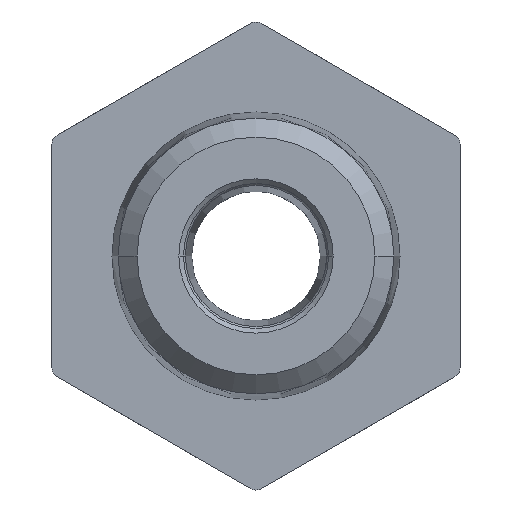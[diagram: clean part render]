
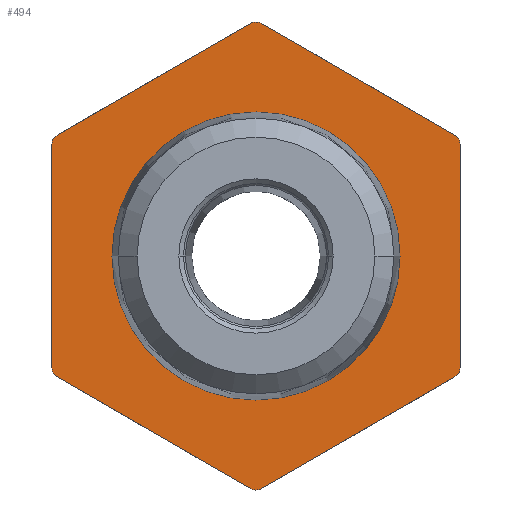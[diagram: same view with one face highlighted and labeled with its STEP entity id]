
A CAD part, front view. The second image highlights one B-rep face of the part: STEP entity #494.
In plain terms, the highlighted planar face has unit normal (0, -1, 0).
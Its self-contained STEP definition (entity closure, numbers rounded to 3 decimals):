
#494=ADVANCED_FACE('',(#1083,#1084),#1085,.F.);
#1083=FACE_OUTER_BOUND('',#1992,.T.);
#1084=FACE_BOUND('',#1993,.T.);
#1085=PLANE('',#1994);
#1992=EDGE_LOOP('',(#3727,#3728,#3729,#3730,#3731,#3732,#3733,#3734,#3735,#3736,#3737,#3738));
#1993=EDGE_LOOP('',(#3739,#3740));
#1994=AXIS2_PLACEMENT_3D('',#3741,#3742,#3743);
#3727=ORIENTED_EDGE('',*,*,#4929,.T.);
#3728=ORIENTED_EDGE('',*,*,#4901,.F.);
#3729=ORIENTED_EDGE('',*,*,#5325,.T.);
#3730=ORIENTED_EDGE('',*,*,#5326,.F.);
#3731=ORIENTED_EDGE('',*,*,#4862,.T.);
#3732=ORIENTED_EDGE('',*,*,#5327,.F.);
#3733=ORIENTED_EDGE('',*,*,#5328,.T.);
#3734=ORIENTED_EDGE('',*,*,#5329,.F.);
#3735=ORIENTED_EDGE('',*,*,#5330,.T.);
#3736=ORIENTED_EDGE('',*,*,#5331,.F.);
#3737=ORIENTED_EDGE('',*,*,#5332,.T.);
#3738=ORIENTED_EDGE('',*,*,#5043,.F.);
#3739=ORIENTED_EDGE('',*,*,#5287,.F.);
#3740=ORIENTED_EDGE('',*,*,#5333,.F.);
#3741=CARTESIAN_POINT('',(0.0,0.0,0.0));
#3742=DIRECTION('',(0.0,1.0,0.0));
#3743=DIRECTION('',(1.0,0.0,-0.0));
#4862=EDGE_CURVE('',#5756,#5754,#5757,.T.);
#4901=EDGE_CURVE('',#5823,#5825,#5826,.T.);
#4929=EDGE_CURVE('',#5873,#5825,#5874,.T.);
#5043=EDGE_CURVE('',#5873,#6062,#6063,.T.);
#5287=EDGE_CURVE('',#6435,#6433,#6437,.T.);
#5325=EDGE_CURVE('',#5823,#6489,#6490,.T.);
#5326=EDGE_CURVE('',#5756,#6489,#6491,.T.);
#5327=EDGE_CURVE('',#6492,#5754,#6493,.T.);
#5328=EDGE_CURVE('',#6492,#6494,#6495,.T.);
#5329=EDGE_CURVE('',#6496,#6494,#6497,.T.);
#5330=EDGE_CURVE('',#6496,#6498,#6499,.T.);
#5331=EDGE_CURVE('',#6500,#6498,#6501,.T.);
#5332=EDGE_CURVE('',#6500,#6062,#6502,.T.);
#5333=EDGE_CURVE('',#6433,#6435,#6503,.T.);
#5754=VERTEX_POINT('',#7051);
#5756=VERTEX_POINT('',#7054);
#5757=CIRCLE('',#7055,0.5);
#5823=VERTEX_POINT('',#7189);
#5825=VERTEX_POINT('',#7192);
#5826=LINE('',#7193,#7194);
#5873=VERTEX_POINT('',#7262);
#5874=CIRCLE('',#7263,0.5);
#6062=VERTEX_POINT('',#7643);
#6063=LINE('',#7644,#7645);
#6433=VERTEX_POINT('',#8173);
#6435=VERTEX_POINT('',#8176);
#6437=CIRCLE('',#8179,6.704);
#6489=VERTEX_POINT('',#8377);
#6490=CIRCLE('',#8378,0.5);
#6491=LINE('',#8379,#8380);
#6492=VERTEX_POINT('',#8381);
#6493=LINE('',#8382,#8383);
#6494=VERTEX_POINT('',#8384);
#6495=CIRCLE('',#8385,0.5);
#6496=VERTEX_POINT('',#8386);
#6497=LINE('',#8387,#8388);
#6498=VERTEX_POINT('',#8389);
#6499=CIRCLE('',#8390,0.5);
#6500=VERTEX_POINT('',#8391);
#6501=LINE('',#8392,#8393);
#6502=CIRCLE('',#8394,0.5);
#6503=CIRCLE('',#8395,6.704);
#7051=CARTESIAN_POINT('',(-0.25,0.0,10.825));
#7054=CARTESIAN_POINT('',(0.25,0.0,10.825));
#7055=AXIS2_PLACEMENT_3D('',#9159,#9160,#9161);
#7189=CARTESIAN_POINT('',(9.5,0.0,5.196));
#7192=CARTESIAN_POINT('',(9.5,0.0,-5.196));
#7193=CARTESIAN_POINT('',(9.5,0.0,5.196));
#7194=VECTOR('',#9195,10.392);
#7262=CARTESIAN_POINT('',(9.25,0.0,-5.629));
#7263=AXIS2_PLACEMENT_3D('',#9229,#9230,#9231);
#7643=CARTESIAN_POINT('',(0.25,0.0,-10.825));
#7644=CARTESIAN_POINT('',(9.25,0.0,-5.629));
#7645=VECTOR('',#9363,10.392);
#8173=CARTESIAN_POINT('',(6.704,0.,0.));
#8176=CARTESIAN_POINT('',(-6.704,0.0,0.0));
#8179=AXIS2_PLACEMENT_3D('',#9617,#9618,#9619);
#8377=CARTESIAN_POINT('',(9.25,0.0,5.629));
#8378=AXIS2_PLACEMENT_3D('',#9649,#9650,#9651);
#8379=CARTESIAN_POINT('',(0.25,0.0,10.825));
#8380=VECTOR('',#9652,10.392);
#8381=CARTESIAN_POINT('',(-9.25,0.0,5.629));
#8382=CARTESIAN_POINT('',(-9.25,0.0,5.629));
#8383=VECTOR('',#9653,10.392);
#8384=CARTESIAN_POINT('',(-9.5,0.0,5.196));
#8385=AXIS2_PLACEMENT_3D('',#9654,#9655,#9656);
#8386=CARTESIAN_POINT('',(-9.5,0.0,-5.196));
#8387=CARTESIAN_POINT('',(-9.5,0.0,-5.196));
#8388=VECTOR('',#9657,10.392);
#8389=CARTESIAN_POINT('',(-9.25,0.0,-5.629));
#8390=AXIS2_PLACEMENT_3D('',#9658,#9659,#9660);
#8391=CARTESIAN_POINT('',(-0.25,0.0,-10.825));
#8392=CARTESIAN_POINT('',(-0.25,0.0,-10.825));
#8393=VECTOR('',#9661,10.392);
#8394=AXIS2_PLACEMENT_3D('',#9662,#9663,#9664);
#8395=AXIS2_PLACEMENT_3D('',#9665,#9666,#9667);
#9159=CARTESIAN_POINT('',(0.0,0.0,10.392));
#9160=DIRECTION('',(0.0,-1.0,0.0));
#9161=DIRECTION('',(0.5,0.0,0.866));
#9195=DIRECTION('',(0.0,0.0,-1.0));
#9229=CARTESIAN_POINT('',(9.0,0.0,-5.196));
#9230=DIRECTION('',(0.0,-1.0,0.0));
#9231=DIRECTION('',(0.5,0.0,-0.866));
#9363=DIRECTION('',(-0.866,0.0,-0.5));
#9617=CARTESIAN_POINT('',(0.0,0.,0.0));
#9618=DIRECTION('',(0.0,-1.0,0.0));
#9619=DIRECTION('',(1.0,0.0,0.0));
#9649=CARTESIAN_POINT('',(9.0,0.0,5.196));
#9650=DIRECTION('',(0.0,-1.0,0.0));
#9651=DIRECTION('',(1.0,0.0,0.0));
#9652=DIRECTION('',(0.866,0.0,-0.5));
#9653=DIRECTION('',(0.866,0.0,0.5));
#9654=CARTESIAN_POINT('',(-9.0,0.0,5.196));
#9655=DIRECTION('',(0.0,-1.0,0.0));
#9656=DIRECTION('',(-0.5,0.0,0.866));
#9657=DIRECTION('',(0.0,0.0,1.0));
#9658=CARTESIAN_POINT('',(-9.0,0.0,-5.196));
#9659=DIRECTION('',(0.0,-1.0,0.0));
#9660=DIRECTION('',(-1.0,0.0,0.0));
#9661=DIRECTION('',(-0.866,0.0,0.5));
#9662=CARTESIAN_POINT('',(0.0,0.0,-10.392));
#9663=DIRECTION('',(0.0,-1.0,-0.0));
#9664=DIRECTION('',(-0.5,0.0,-0.866));
#9665=CARTESIAN_POINT('',(0.0,0.,0.0));
#9666=DIRECTION('',(0.0,-1.0,0.0));
#9667=DIRECTION('',(1.0,0.0,0.0));
